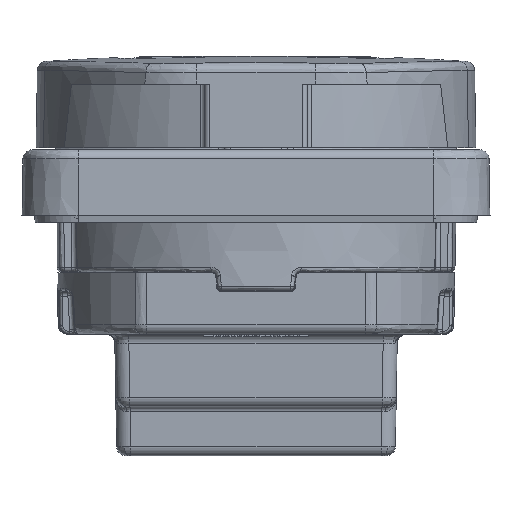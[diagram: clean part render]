
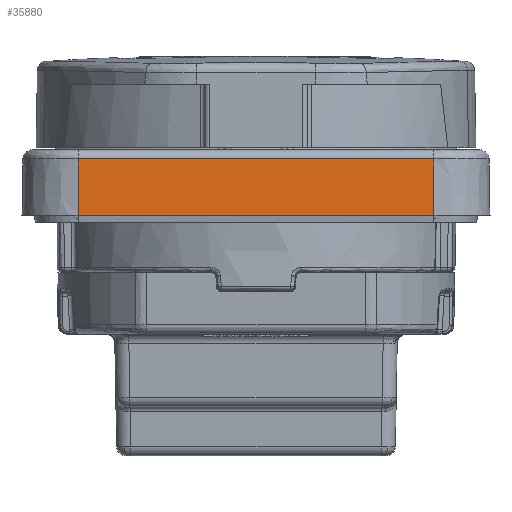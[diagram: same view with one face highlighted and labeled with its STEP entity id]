
A CAD part, front view. The second image highlights one B-rep face of the part: STEP entity #35880.
In plain terms, the highlighted planar face has unit normal (0, -1, 0.018).
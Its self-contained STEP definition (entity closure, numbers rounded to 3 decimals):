
#333 = ORIENTED_EDGE ( 'NONE', *, *, #8193, .F. ) ;
#3343 = CARTESIAN_POINT ( 'NONE',  ( -12.25, -25., 11. ) ) ;
#5079 = VERTEX_POINT ( 'NONE', #18691 ) ;
#5172 = FACE_OUTER_BOUND ( 'NONE', #43943, .T. ) ;
#6569 = AXIS2_PLACEMENT_3D ( 'NONE', #26452, #42794, #18457 ) ;
#8193 = EDGE_CURVE ( 'NONE', #47936, #45071, #49711, .T. ) ;
#12289 = CARTESIAN_POINT ( 'NONE',  ( -19., -25., 11. ) ) ;
#13070 = CARTESIAN_POINT ( 'NONE',  ( -19., -25., 11. ) ) ;
#14241 = EDGE_CURVE ( 'NONE', #5079, #18856, #23689, .T. ) ;
#14811 = ORIENTED_EDGE ( 'NONE', *, *, #14241, .T. ) ;
#18304 = DIRECTION ( 'NONE',  ( 1., 0., 0. ) ) ;
#18457 = DIRECTION ( 'NONE',  ( 0., -0.017, -1. ) ) ;
#18691 = CARTESIAN_POINT ( 'NONE',  ( -19., -24.895, 17.017 ) ) ;
#18856 = VERTEX_POINT ( 'NONE', #13070 ) ;
#23689 = LINE ( 'NONE', #12289, #34482 ) ;
#26452 = CARTESIAN_POINT ( 'NONE',  ( 19., -25., 11. ) ) ;
#28453 = VECTOR ( 'NONE', #18304, 1000. ) ;
#29620 = LINE ( 'NONE', #3343, #51226 ) ;
#30387 = CARTESIAN_POINT ( 'NONE',  ( 19., -24.895, 17.017 ) ) ;
#30545 = PLANE ( 'NONE',  #6569 ) ;
#31778 = DIRECTION ( 'NONE',  ( -1., 0., 0. ) ) ;
#32718 = CARTESIAN_POINT ( 'NONE',  ( 19., -25., 11. ) ) ;
#34482 = VECTOR ( 'NONE', #48779, 1000. ) ;
#35880 = ADVANCED_FACE ( 'NONE', ( #5172 ), #30545, .T. ) ;
#38468 = ORIENTED_EDGE ( 'NONE', *, *, #39904, .F. ) ;
#38898 = VECTOR ( 'NONE', #44599, 1000. ) ;
#39251 = LINE ( 'NONE', #30387, #28453 ) ;
#39904 = EDGE_CURVE ( 'NONE', #5079, #47936, #39251, .T. ) ;
#40520 = CARTESIAN_POINT ( 'NONE',  ( 19., -8735.269, -499000. ) ) ;
#41445 = EDGE_CURVE ( 'NONE', #45071, #18856, #29620, .T. ) ;
#42794 = DIRECTION ( 'NONE',  ( 0., -1., 0.017 ) ) ;
#43874 = ORIENTED_EDGE ( 'NONE', *, *, #41445, .F. ) ;
#43943 = EDGE_LOOP ( 'NONE', ( #14811, #43874, #333, #38468 ) ) ;
#44599 = DIRECTION ( 'NONE',  ( 0., -0.017, -1. ) ) ;
#45071 = VERTEX_POINT ( 'NONE', #32718 ) ;
#47936 = VERTEX_POINT ( 'NONE', #49552 ) ;
#48779 = DIRECTION ( 'NONE',  ( 0., -0.017, -1. ) ) ;
#49552 = CARTESIAN_POINT ( 'NONE',  ( 19., -24.895, 17.017 ) ) ;
#49711 = LINE ( 'NONE', #40520, #38898 ) ;
#51226 = VECTOR ( 'NONE', #31778, 1000. ) ;
